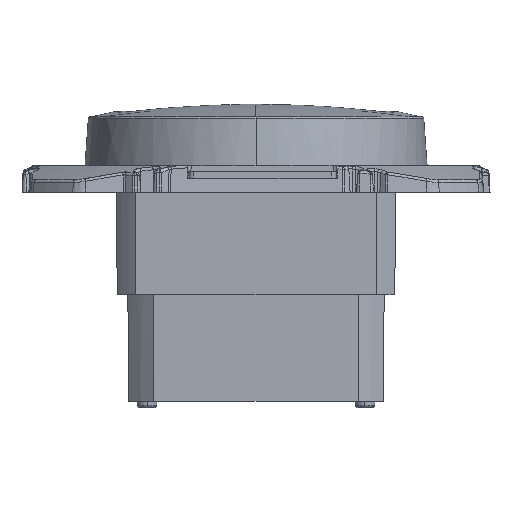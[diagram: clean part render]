
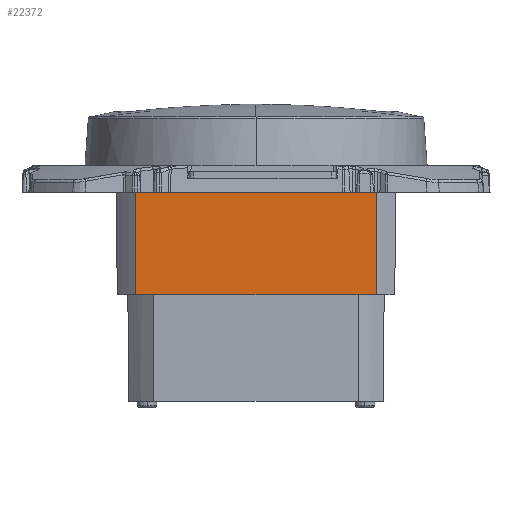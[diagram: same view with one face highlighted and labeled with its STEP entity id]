
A CAD part, left-side view. The second image highlights one B-rep face of the part: STEP entity #22372.
In plain terms, the highlighted planar face has unit normal (1, 0, 0.009).
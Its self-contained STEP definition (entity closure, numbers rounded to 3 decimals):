
#22359=AXIS2_PLACEMENT_3D('Plane Axis2P3D',#22356,#22357,#22358) ;
#22127=CARTESIAN_POINT('Vertex',(-21.636,-18.835,0.)) ;
#22144=CARTESIAN_POINT('Vertex',(-21.496,-18.783,-16.)) ;
#22148=CARTESIAN_POINT('Control Point',(-21.636,-18.835,0.)) ;
#22149=CARTESIAN_POINT('Control Point',(-21.589,-18.818,-5.333)) ;
#22150=CARTESIAN_POINT('Control Point',(-21.543,-18.8,-10.667)) ;
#22151=CARTESIAN_POINT('Control Point',(-21.496,-18.783,-16.)) ;
#22171=CARTESIAN_POINT('Vertex',(-21.636,18.835,0.)) ;
#22175=CARTESIAN_POINT('Control Point',(-21.636,18.835,0.)) ;
#22176=CARTESIAN_POINT('Control Point',(-21.589,18.818,-5.333)) ;
#22177=CARTESIAN_POINT('Control Point',(-21.543,18.8,-10.667)) ;
#22178=CARTESIAN_POINT('Control Point',(-21.496,18.783,-16.)) ;
#22179=CARTESIAN_POINT('Vertex',(-21.496,18.783,-16.)) ;
#22318=CARTESIAN_POINT('Line Origine',(-21.496,0.,-16.)) ;
#22356=CARTESIAN_POINT('Axis2P3D Location',(-21.65,0.,1.65)) ;
#22361=CARTESIAN_POINT('Line Origine',(-21.636,0.,0.)) ;
#22319=DIRECTION('Vector Direction',(0.,1.,0.)) ;
#22357=DIRECTION('Axis2P3D Direction',(1.,-0.,0.009)) ;
#22358=DIRECTION('Axis2P3D XDirection',(0.,1.,0.)) ;
#22362=DIRECTION('Vector Direction',(0.,1.,0.)) ;
#22320=VECTOR('Line Direction',#22319,1.) ;
#22363=VECTOR('Line Direction',#22362,1.) ;
#22367=ORIENTED_EDGE('',*,*,#22152,.T.) ;
#22368=ORIENTED_EDGE('',*,*,#22322,.T.) ;
#22369=ORIENTED_EDGE('',*,*,#22181,.F.) ;
#22370=ORIENTED_EDGE('',*,*,#22365,.F.) ;
#22372=ADVANCED_FACE('Surface.1',(#22371),#22360,.T.) ;
#22147=B_SPLINE_CURVE_WITH_KNOTS('',3,(#22148,#22149,#22150,#22151),.UNSPECIFIED.,.F.,.U.,(4,4),(2.334,24.962),.UNSPECIFIED.) ;
#22174=B_SPLINE_CURVE_WITH_KNOTS('',3,(#22175,#22176,#22177,#22178),.UNSPECIFIED.,.F.,.U.,(4,4),(2.334,24.962),.UNSPECIFIED.) ;
#22152=EDGE_CURVE('',#22128,#22145,#22147,.T.) ;
#22181=EDGE_CURVE('',#22172,#22180,#22174,.T.) ;
#22322=EDGE_CURVE('',#22145,#22180,#22321,.T.) ;
#22365=EDGE_CURVE('',#22128,#22172,#22364,.T.) ;
#22366=EDGE_LOOP('',(#22367,#22368,#22369,#22370)) ;
#22371=FACE_OUTER_BOUND('',#22366,.T.) ;
#22321=LINE('Line',#22318,#22320) ;
#22364=LINE('Line',#22361,#22363) ;
#22360=PLANE('',#22359) ;
#22128=VERTEX_POINT('',#22127) ;
#22145=VERTEX_POINT('',#22144) ;
#22172=VERTEX_POINT('',#22171) ;
#22180=VERTEX_POINT('',#22179) ;
